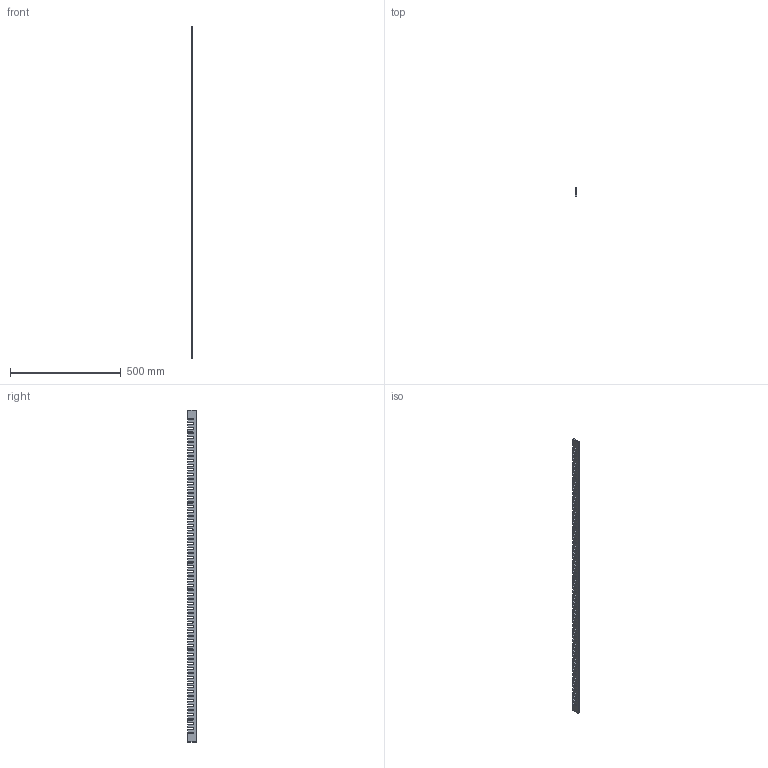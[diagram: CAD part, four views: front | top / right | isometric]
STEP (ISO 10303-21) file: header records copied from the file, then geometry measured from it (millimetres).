
FILE_DESCRIPTION (( 'STEP AP203' ), '1' );
FILE_NAME ('2007-1500.STEP', '2022-04-28T13:07:53', ( '' ), ( '' ), 'SwSTEP 2.0', 'SolidWorks 2018', '' );
FILE_SCHEMA (( 'CONFIG_CONTROL_DESIGN' ));
Length unit declared in the file: millimetre
Products named in the file (1): 2007-1500
Bounding box: 8 x 40 x 1500 mm (x, y, z)
Volume: 371428.5 mm3; surface area: 144336.4 mm2
Topology: 1 solids, 1 shells, 1472 faces, 3494 edges, 1764 vertices
Faces by surface type: cylinder 633, plane 319, sphere 284, torus 138, bspline 98
Entity records: 45347 total; most frequent: CARTESIAN_POINT 13169, DIRECTION 7168, ORIENTED_EDGE 6420, EDGE_CURVE 3210, AXIS2_PLACEMENT_3D 2779, VERTEX_POINT 1764, LINE 1610, VECTOR 1610
